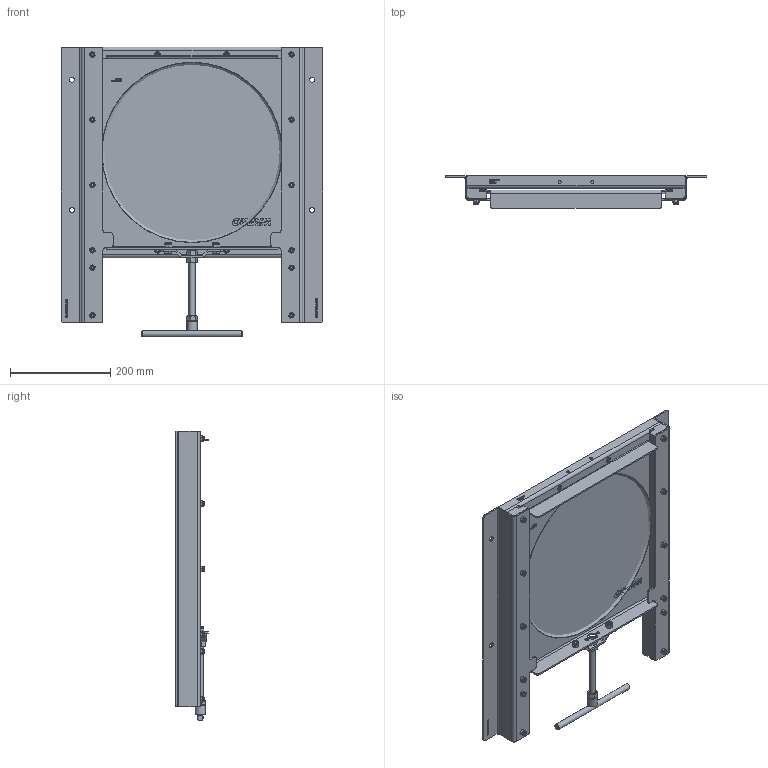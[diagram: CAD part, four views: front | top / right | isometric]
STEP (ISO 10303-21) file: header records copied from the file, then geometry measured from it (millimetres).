
FILE_DESCRIPTION (( 'STEP AP203' ), '1' );
FILE_NAME ('sps-tl315.STEP', '2024-03-27T12:06:38', ( '' ), ( '' ), 'SwSTEP 2.0', 'SolidWorks 2023', '' );
FILE_SCHEMA (( 'CONFIG_CONTROL_DESIGN' ));
Length unit declared in the file: millimetre
Products named in the file (1): sps-tl315
Bounding box: 521 x 65.03 x 578 mm (x, y, z)
Surface area: 1039199.5 mm2 (no closed solid volume)
Topology: 0 solids, 88 shells, 740 faces, 2791 edges, 2156 vertices
Faces by surface type: plane 458, cone 144, cylinder 123, torus 15
Full cylindrical faces by diameter (mm): 4.5 x4, 5 x4, 6 x4, 7 x2, 7.143 x12, 9.3 x4, 9.429 x2, 10 x21, 10.2 x1, 11.57 x8, 12 x2, 13 x4, 18 x4, 20 x2, 316 x1
Entity records: 37393 total; most frequent: CARTESIAN_POINT 15626, ORIENTED_EDGE 4182, DIRECTION 3802, EDGE_CURVE 2625, VERTEX_POINT 2125, AXIS2_PLACEMENT_3D 1310, VECTOR 1182, LINE 1182
